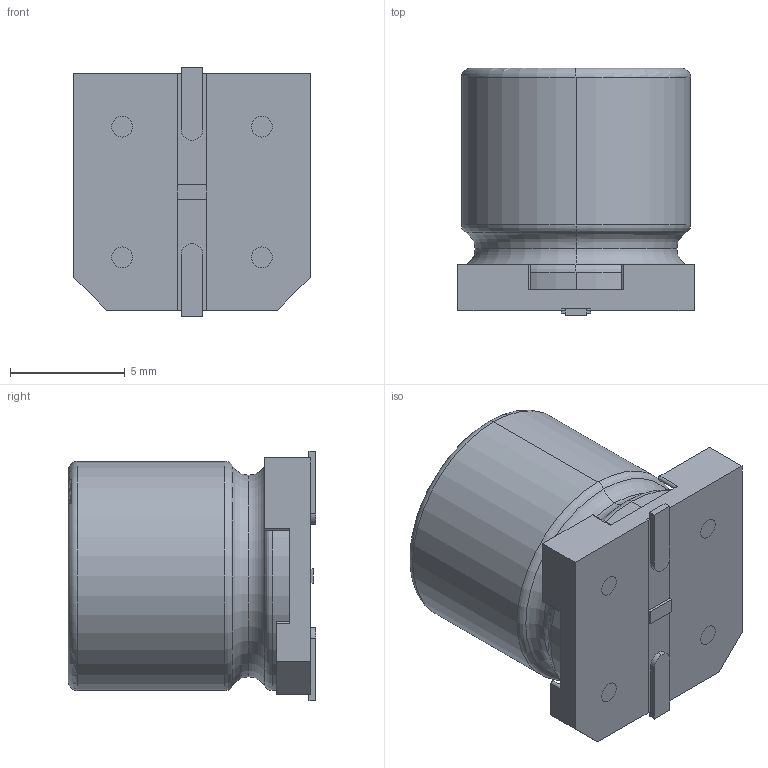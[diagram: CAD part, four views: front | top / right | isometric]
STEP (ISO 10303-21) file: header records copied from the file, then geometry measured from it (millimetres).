
FILE_DESCRIPTION (( 'STEP AP214' ), '1' );
FILE_NAME ('UUD1H221MNL1GS.STEP', '2020-01-30T05:05:44', ( '' ), ( '' ), 'SwSTEP 2.0', 'SolidWorks 2017', '' );
FILE_SCHEMA (( 'AUTOMOTIVE_DESIGN' ));
Length unit declared in the file: millimetre
Products named in the file (1): UUD1H221MNL1GS
Bounding box: 10.3 x 10.8 x 10.9 mm (x, y, z)
Volume: 846.1 mm3; surface area: 811.2 mm2
Topology: 10 solids, 10 shells, 115 faces, 258 edges, 167 vertices
Faces by surface type: plane 61, cylinder 44, torus 10
Entity records: 3333 total; most frequent: DIRECTION 596, CARTESIAN_POINT 541, ORIENTED_EDGE 516, EDGE_CURVE 258, AXIS2_PLACEMENT_3D 222, VERTEX_POINT 167, LINE 152, VECTOR 152
